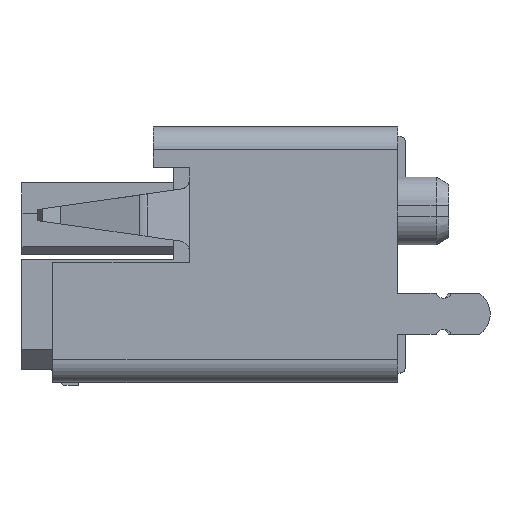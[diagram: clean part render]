
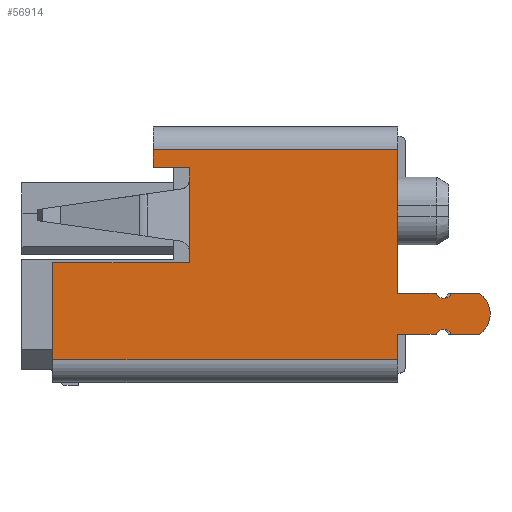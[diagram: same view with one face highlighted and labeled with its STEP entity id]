
A CAD part, left-side view. The second image highlights one B-rep face of the part: STEP entity #56914.
In plain terms, the highlighted planar face has unit normal (-1, 0, 0).
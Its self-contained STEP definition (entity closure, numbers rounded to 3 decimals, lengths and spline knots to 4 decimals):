
#63=CIRCLE('',#59508,0.1625);
#64=CIRCLE('',#59509,0.5);
#65=CIRCLE('',#59510,0.1625);
#2892=ORIENTED_EDGE('',*,*,#17858,.F.);
#2893=ORIENTED_EDGE('',*,*,#17859,.T.);
#2894=ORIENTED_EDGE('',*,*,#17860,.T.);
#2895=ORIENTED_EDGE('',*,*,#17861,.T.);
#2896=ORIENTED_EDGE('',*,*,#17548,.T.);
#2897=ORIENTED_EDGE('',*,*,#17862,.T.);
#2898=ORIENTED_EDGE('',*,*,#17825,.F.);
#2899=ORIENTED_EDGE('',*,*,#17863,.T.);
#2900=ORIENTED_EDGE('',*,*,#17655,.T.);
#2901=ORIENTED_EDGE('',*,*,#17864,.F.);
#2902=ORIENTED_EDGE('',*,*,#17865,.T.);
#2903=ORIENTED_EDGE('',*,*,#17866,.F.);
#2904=ORIENTED_EDGE('',*,*,#17867,.F.);
#2905=ORIENTED_EDGE('',*,*,#17868,.F.);
#2906=ORIENTED_EDGE('',*,*,#17869,.T.);
#2907=ORIENTED_EDGE('',*,*,#17870,.F.);
#2908=ORIENTED_EDGE('',*,*,#17651,.T.);
#2909=ORIENTED_EDGE('',*,*,#17871,.F.);
#17548=EDGE_CURVE('',#24976,#24974,#30083,.T.);
#17651=EDGE_CURVE('',#25046,#25045,#30184,.T.);
#17655=EDGE_CURVE('',#25050,#25049,#30188,.T.);
#17825=EDGE_CURVE('',#25213,#25202,#30349,.T.);
#17858=EDGE_CURVE('',#25226,#25227,#30379,.T.);
#17859=EDGE_CURVE('',#25226,#25228,#30380,.T.);
#17860=EDGE_CURVE('',#25228,#25229,#30381,.T.);
#17861=EDGE_CURVE('',#25229,#24976,#30382,.T.);
#17862=EDGE_CURVE('',#24974,#25202,#30383,.T.);
#17863=EDGE_CURVE('',#25213,#25050,#30384,.T.);
#17864=EDGE_CURVE('',#25230,#25049,#30385,.T.);
#17865=EDGE_CURVE('',#25230,#25231,#63,.T.);
#17866=EDGE_CURVE('',#25232,#25231,#30386,.T.);
#17867=EDGE_CURVE('',#25233,#25232,#64,.T.);
#17868=EDGE_CURVE('',#25234,#25233,#30387,.T.);
#17869=EDGE_CURVE('',#25234,#25235,#65,.T.);
#17870=EDGE_CURVE('',#25046,#25235,#30388,.T.);
#17871=EDGE_CURVE('',#25227,#25045,#30389,.T.);
#24974=VERTEX_POINT('',#78259);
#24976=VERTEX_POINT('',#78262);
#25045=VERTEX_POINT('',#78434);
#25046=VERTEX_POINT('',#78436);
#25049=VERTEX_POINT('',#78442);
#25050=VERTEX_POINT('',#78444);
#25202=VERTEX_POINT('',#78755);
#25213=VERTEX_POINT('',#78777);
#25226=VERTEX_POINT('',#78829);
#25227=VERTEX_POINT('',#78830);
#25228=VERTEX_POINT('',#78832);
#25229=VERTEX_POINT('',#78834);
#25230=VERTEX_POINT('',#78839);
#25231=VERTEX_POINT('',#78841);
#25232=VERTEX_POINT('',#78843);
#25233=VERTEX_POINT('',#78845);
#25234=VERTEX_POINT('',#78847);
#25235=VERTEX_POINT('',#78849);
#30083=LINE('',#78261,#36778);
#30184=LINE('',#78435,#36879);
#30188=LINE('',#78443,#36883);
#30349=LINE('',#78778,#37044);
#30379=LINE('',#78828,#37074);
#30380=LINE('',#78831,#37075);
#30381=LINE('',#78833,#37076);
#30382=LINE('',#78835,#37077);
#30383=LINE('',#78836,#37078);
#30384=LINE('',#78837,#37079);
#30385=LINE('',#78838,#37080);
#30386=LINE('',#78842,#37081);
#30387=LINE('',#78846,#37082);
#30388=LINE('',#78850,#37083);
#30389=LINE('',#78851,#37084);
#36778=VECTOR('',#64037,1000.);
#36879=VECTOR('',#64144,1000.);
#36883=VECTOR('',#64148,1000.);
#37044=VECTOR('',#64329,1000.);
#37074=VECTOR('',#64375,1000.);
#37075=VECTOR('',#64376,1000.);
#37076=VECTOR('',#64377,1000.);
#37077=VECTOR('',#64378,1000.);
#37078=VECTOR('',#64379,1000.);
#37079=VECTOR('',#64380,1000.);
#37080=VECTOR('',#64381,1000.);
#37081=VECTOR('',#64384,1000.);
#37082=VECTOR('',#64387,1000.);
#37083=VECTOR('',#64390,1000.);
#37084=VECTOR('',#64391,1000.);
#42712=EDGE_LOOP('',(#2892,#2893,#2894,#2895,#2896,#2897,#2898,#2899,#2900,
#2901,#2902,#2903,#2904,#2905,#2906,#2907,#2908,#2909));
#45273=FACE_BOUND('',#42712,.T.);
#47824=PLANE('',#59507);
#56914=ADVANCED_FACE('',(#45273),#47824,.F.);
#59507=AXIS2_PLACEMENT_3D('',#78827,#64373,#64374);
#59508=AXIS2_PLACEMENT_3D('',#78840,#64382,#64383);
#59509=AXIS2_PLACEMENT_3D('',#78844,#64385,#64386);
#59510=AXIS2_PLACEMENT_3D('',#78848,#64388,#64389);
#64037=DIRECTION('',(0.,0.,-1.));
#64144=DIRECTION('',(0.,0.,1.));
#64148=DIRECTION('',(0.,0.,1.));
#64329=DIRECTION('',(0.,0.,1.));
#64373=DIRECTION('',(1.,0.,0.));
#64374=DIRECTION('',(0.,0.,-1.));
#64375=DIRECTION('',(0.,0.,1.));
#64376=DIRECTION('',(0.,-1.,0.));
#64377=DIRECTION('',(0.,0.,-1.));
#64378=DIRECTION('',(0.,0.,-1.));
#64379=DIRECTION('',(0.,1.,0.));
#64380=DIRECTION('',(0.,-1.,0.));
#64381=DIRECTION('',(0.,1.,0.));
#64382=DIRECTION('',(1.,0.,0.));
#64383=DIRECTION('',(0.,0.,-1.));
#64384=DIRECTION('',(0.,1.,0.));
#64385=DIRECTION('',(1.,0.,0.));
#64386=DIRECTION('',(0.,0.,-1.));
#64387=DIRECTION('',(0.,-1.,0.));
#64388=DIRECTION('',(1.,0.,0.));
#64389=DIRECTION('',(0.,0.,-1.));
#64390=DIRECTION('',(0.,-1.,0.));
#64391=DIRECTION('',(0.,-1.,0.));
#78259=CARTESIAN_POINT('',(-10.075,4.05,-0.16));
#78261=CARTESIAN_POINT('',(-10.075,4.05,1.7));
#78262=CARTESIAN_POINT('',(-10.075,4.05,0.0666));
#78434=CARTESIAN_POINT('',(-10.075,0.,2.04));
#78435=CARTESIAN_POINT('',(-10.075,0.,-2.04));
#78436=CARTESIAN_POINT('',(-10.075,0.,-0.75));
#78442=CARTESIAN_POINT('',(-10.075,0.,-1.55));
#78443=CARTESIAN_POINT('',(-10.075,0.,-2.04));
#78444=CARTESIAN_POINT('',(-10.075,0.,-2.04));
#78755=CARTESIAN_POINT('',(-10.075,6.7,-0.16));
#78777=CARTESIAN_POINT('',(-10.075,6.7,-2.04));
#78778=CARTESIAN_POINT('',(-10.075,6.7,-2.04));
#78827=CARTESIAN_POINT('',(-10.075,6.7,-2.04));
#78828=CARTESIAN_POINT('',(-10.075,4.75,-2.04));
#78829=CARTESIAN_POINT('',(-10.075,4.75,1.7));
#78830=CARTESIAN_POINT('',(-10.075,4.75,2.04));
#78831=CARTESIAN_POINT('',(-10.075,4.75,1.7));
#78832=CARTESIAN_POINT('',(-10.075,4.05,1.7));
#78833=CARTESIAN_POINT('',(-10.075,4.05,1.7));
#78834=CARTESIAN_POINT('',(-10.075,4.05,1.4474));
#78835=CARTESIAN_POINT('',(-10.075,4.05,1.45));
#78836=CARTESIAN_POINT('',(-10.075,4.05,-0.16));
#78837=CARTESIAN_POINT('',(-10.075,6.7,-2.04));
#78838=CARTESIAN_POINT('',(-10.075,-0.75,-1.55));
#78839=CARTESIAN_POINT('',(-10.075,-0.75,-1.55));
#78840=CARTESIAN_POINT('',(-10.075,-0.9,-1.6125));
#78841=CARTESIAN_POINT('',(-10.075,-1.05,-1.55));
#78842=CARTESIAN_POINT('',(-10.075,-1.6,-1.55));
#78843=CARTESIAN_POINT('',(-10.075,-1.6,-1.55));
#78844=CARTESIAN_POINT('',(-10.075,-1.3,-1.15));
#78845=CARTESIAN_POINT('',(-10.075,-1.6,-0.75));
#78846=CARTESIAN_POINT('',(-10.075,-1.05,-0.75));
#78847=CARTESIAN_POINT('',(-10.075,-1.05,-0.75));
#78848=CARTESIAN_POINT('',(-10.075,-0.9,-0.6875));
#78849=CARTESIAN_POINT('',(-10.075,-0.75,-0.75));
#78850=CARTESIAN_POINT('',(-10.075,0.,-0.75));
#78851=CARTESIAN_POINT('',(-10.075,6.7,2.04));
